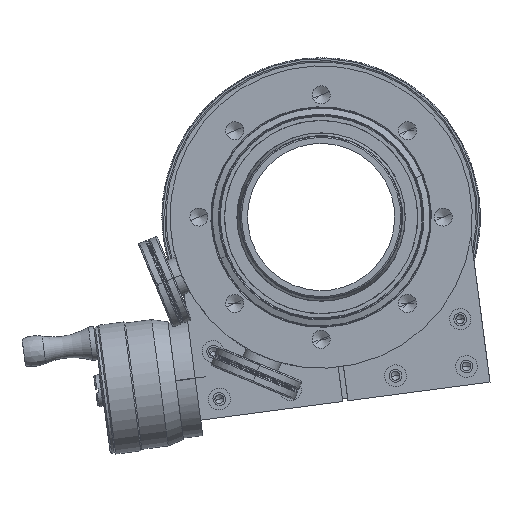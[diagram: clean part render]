
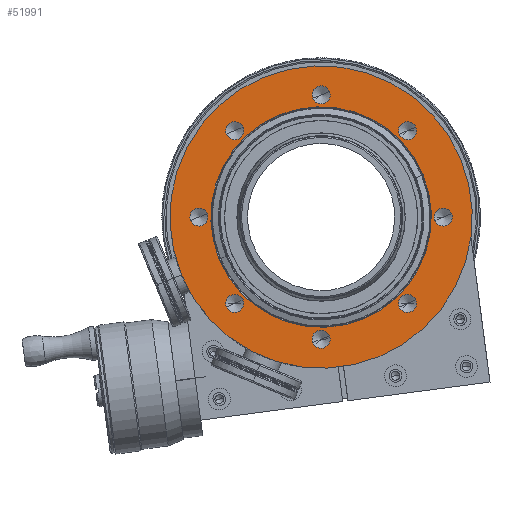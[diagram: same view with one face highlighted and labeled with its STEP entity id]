
A CAD part, left-side view. The second image highlights one B-rep face of the part: STEP entity #51991.
In plain terms, the highlighted planar face has unit normal (-1, 0, 0).
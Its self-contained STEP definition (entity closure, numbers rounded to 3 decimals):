
#47315=CARTESIAN_POINT('',(-129.945,0.,0.));
#47316=DIRECTION('',(1.,0.,0.));
#47317=DIRECTION('',(0.,0.924,-0.383));
#47318=AXIS2_PLACEMENT_3D('',#47315,#47316,#47317);
#47330=CARTESIAN_POINT('',(-129.945,0.,0.));
#47331=DIRECTION('',(1.,0.,0.));
#47332=DIRECTION('',(0.,0.924,-0.383));
#47333=AXIS2_PLACEMENT_3D('',#47330,#47331,#47332);
#47335=CARTESIAN_POINT('',(-129.945,0.,0.));
#47336=DIRECTION('',(1.,0.,0.));
#47337=DIRECTION('',(0.,-0.924,0.383));
#47338=AXIS2_PLACEMENT_3D('',#47335,#47336,#47337);
#47340=CARTESIAN_POINT('',(-129.945,46.05,0.));
#47341=DIRECTION('',(-1.,0.,0.));
#47342=DIRECTION('',(0.,0.924,-0.383));
#47343=AXIS2_PLACEMENT_3D('',#47340,#47341,#47342);
#47345=CARTESIAN_POINT('',(-129.945,46.05,0.));
#47346=DIRECTION('',(-1.,0.,0.));
#47347=DIRECTION('',(0.,-0.924,0.383));
#47348=AXIS2_PLACEMENT_3D('',#47345,#47346,#47347);
#47350=CARTESIAN_POINT('',(-129.945,32.562,32.562));
#47351=DIRECTION('',(-1.,0.,0.));
#47352=DIRECTION('',(0.,0.924,-0.383));
#47353=AXIS2_PLACEMENT_3D('',#47350,#47351,#47352);
#47355=CARTESIAN_POINT('',(-129.945,32.562,32.562));
#47356=DIRECTION('',(-1.,0.,0.));
#47357=DIRECTION('',(0.,-0.924,0.383));
#47358=AXIS2_PLACEMENT_3D('',#47355,#47356,#47357);
#47360=CARTESIAN_POINT('',(-129.945,0.,46.05));
#47361=DIRECTION('',(-1.,0.,0.));
#47362=DIRECTION('',(0.,0.924,-0.383));
#47363=AXIS2_PLACEMENT_3D('',#47360,#47361,#47362);
#47365=CARTESIAN_POINT('',(-129.945,0.,46.05));
#47366=DIRECTION('',(-1.,0.,0.));
#47367=DIRECTION('',(0.,-0.924,0.383));
#47368=AXIS2_PLACEMENT_3D('',#47365,#47366,#47367);
#47370=CARTESIAN_POINT('',(-129.945,-32.562,32.562));
#47371=DIRECTION('',(-1.,0.,0.));
#47372=DIRECTION('',(0.,0.924,-0.383));
#47373=AXIS2_PLACEMENT_3D('',#47370,#47371,#47372);
#47375=CARTESIAN_POINT('',(-129.945,-32.562,32.562));
#47376=DIRECTION('',(-1.,0.,0.));
#47377=DIRECTION('',(0.,-0.924,0.383));
#47378=AXIS2_PLACEMENT_3D('',#47375,#47376,#47377);
#47380=CARTESIAN_POINT('',(-129.945,-46.05,0.));
#47381=DIRECTION('',(-1.,0.,0.));
#47382=DIRECTION('',(0.,0.924,-0.383));
#47383=AXIS2_PLACEMENT_3D('',#47380,#47381,#47382);
#47385=CARTESIAN_POINT('',(-129.945,-46.05,0.));
#47386=DIRECTION('',(-1.,0.,0.));
#47387=DIRECTION('',(0.,-0.924,0.383));
#47388=AXIS2_PLACEMENT_3D('',#47385,#47386,#47387);
#47390=CARTESIAN_POINT('',(-129.945,-32.562,-32.562));
#47391=DIRECTION('',(-1.,0.,0.));
#47392=DIRECTION('',(0.,0.924,-0.383));
#47393=AXIS2_PLACEMENT_3D('',#47390,#47391,#47392);
#47395=CARTESIAN_POINT('',(-129.945,-32.562,-32.562));
#47396=DIRECTION('',(-1.,0.,0.));
#47397=DIRECTION('',(0.,-0.924,0.383));
#47398=AXIS2_PLACEMENT_3D('',#47395,#47396,#47397);
#47400=CARTESIAN_POINT('',(-129.945,0.,-46.05));
#47401=DIRECTION('',(-1.,0.,0.));
#47402=DIRECTION('',(0.,0.924,-0.383));
#47403=AXIS2_PLACEMENT_3D('',#47400,#47401,#47402);
#47405=CARTESIAN_POINT('',(-129.945,0.,-46.05));
#47406=DIRECTION('',(-1.,0.,0.));
#47407=DIRECTION('',(0.,-0.924,0.383));
#47408=AXIS2_PLACEMENT_3D('',#47405,#47406,#47407);
#47410=CARTESIAN_POINT('',(-129.945,32.562,-32.562));
#47411=DIRECTION('',(-1.,0.,0.));
#47412=DIRECTION('',(0.,0.924,-0.383));
#47413=AXIS2_PLACEMENT_3D('',#47410,#47411,#47412);
#47415=CARTESIAN_POINT('',(-129.945,32.562,-32.562));
#47416=DIRECTION('',(-1.,0.,0.));
#47417=DIRECTION('',(0.,-0.924,0.383));
#47418=AXIS2_PLACEMENT_3D('',#47415,#47416,#47417);
#47420=CARTESIAN_POINT('',(-129.945,0.,0.));
#47421=DIRECTION('',(-1.,0.,0.));
#47422=DIRECTION('',(0.,-0.924,0.383));
#47423=AXIS2_PLACEMENT_3D('',#47420,#47421,#47422);
#47425=CARTESIAN_POINT('',(-129.945,0.,0.));
#47426=DIRECTION('',(-1.,0.,0.));
#47427=DIRECTION('',(0.,0.924,-0.383));
#47428=AXIS2_PLACEMENT_3D('',#47425,#47426,#47427);
#50619=CARTESIAN_POINT('',(-129.945,0.,0.));
#50620=DIRECTION('',(1.,0.,0.));
#50621=DIRECTION('',(0.,-0.924,0.383));
#50622=AXIS2_PLACEMENT_3D('',#50619,#50620,#50621);
#50958=CARTESIAN_POINT('',(-129.945,52.661,-21.813));
#50959=VERTEX_POINT('',#50958);
#50960=CARTESIAN_POINT('',(-129.945,-52.661,21.813));
#50961=VERTEX_POINT('',#50960);
#51071=CARTESIAN_POINT('',(-129.945,49.191,-1.301));
#51072=CARTESIAN_POINT('',(-129.945,42.909,1.301));
#51073=VERTEX_POINT('',#51071);
#51074=VERTEX_POINT('',#51072);
#51075=CARTESIAN_POINT('',(-129.945,35.703,31.261));
#51076=CARTESIAN_POINT('',(-129.945,29.421,33.863));
#51077=VERTEX_POINT('',#51075);
#51078=VERTEX_POINT('',#51076);
#51079=CARTESIAN_POINT('',(-129.945,3.141,44.749));
#51080=CARTESIAN_POINT('',(-129.945,-3.141,47.351));
#51081=VERTEX_POINT('',#51079);
#51082=VERTEX_POINT('',#51080);
#51083=CARTESIAN_POINT('',(-129.945,-29.421,31.261));
#51084=CARTESIAN_POINT('',(-129.945,-35.703,33.863));
#51085=VERTEX_POINT('',#51083);
#51086=VERTEX_POINT('',#51084);
#51087=CARTESIAN_POINT('',(-129.945,-42.909,-1.301));
#51088=CARTESIAN_POINT('',(-129.945,-49.191,1.301));
#51089=VERTEX_POINT('',#51087);
#51090=VERTEX_POINT('',#51088);
#51091=CARTESIAN_POINT('',(-129.945,-29.421,-33.863));
#51092=CARTESIAN_POINT('',(-129.945,-35.703,-31.261));
#51093=VERTEX_POINT('',#51091);
#51094=VERTEX_POINT('',#51092);
#51095=CARTESIAN_POINT('',(-129.945,3.141,-47.351));
#51096=CARTESIAN_POINT('',(-129.945,-3.141,-44.749));
#51097=VERTEX_POINT('',#51095);
#51098=VERTEX_POINT('',#51096);
#51099=CARTESIAN_POINT('',(-129.945,35.703,-33.863));
#51100=CARTESIAN_POINT('',(-129.945,29.421,-31.261));
#51101=VERTEX_POINT('',#51099);
#51102=VERTEX_POINT('',#51100);
#51103=CARTESIAN_POINT('',(-129.945,-38.398,15.94));
#51104=CARTESIAN_POINT('',(-129.945,-38.41,15.91));
#51105=VERTEX_POINT('',#51103);
#51106=VERTEX_POINT('',#51104);
#51107=CARTESIAN_POINT('',(-129.945,38.41,-15.91));
#51108=VERTEX_POINT('',#51107);
#51109=CARTESIAN_POINT('',(-129.945,38.398,-15.94));
#51110=VERTEX_POINT('',#51109);
#51924=CARTESIAN_POINT('',(-129.945,0.,0.));
#51925=DIRECTION('',(1.,0.,0.));
#51926=DIRECTION('',(0.,-0.924,0.383));
#51927=AXIS2_PLACEMENT_3D('',#51924,#51925,#51926);
#51928=PLANE('',#51927);
#51930=ORIENTED_EDGE('',*,*,#51929,.T.);
#51932=ORIENTED_EDGE('',*,*,#51931,.T.);
#51933=EDGE_LOOP('',(#51930,#51932));
#51934=FACE_OUTER_BOUND('',#51933,.F.);
#51936=ORIENTED_EDGE('',*,*,#51935,.T.);
#51938=ORIENTED_EDGE('',*,*,#51937,.T.);
#51939=EDGE_LOOP('',(#51936,#51938));
#51940=FACE_BOUND('',#51939,.F.);
#51942=ORIENTED_EDGE('',*,*,#51941,.T.);
#51944=ORIENTED_EDGE('',*,*,#51943,.T.);
#51945=EDGE_LOOP('',(#51942,#51944));
#51946=FACE_BOUND('',#51945,.F.);
#51948=ORIENTED_EDGE('',*,*,#51947,.T.);
#51950=ORIENTED_EDGE('',*,*,#51949,.T.);
#51951=EDGE_LOOP('',(#51948,#51950));
#51952=FACE_BOUND('',#51951,.F.);
#51954=ORIENTED_EDGE('',*,*,#51953,.T.);
#51956=ORIENTED_EDGE('',*,*,#51955,.T.);
#51957=EDGE_LOOP('',(#51954,#51956));
#51958=FACE_BOUND('',#51957,.F.);
#51960=ORIENTED_EDGE('',*,*,#51959,.T.);
#51962=ORIENTED_EDGE('',*,*,#51961,.T.);
#51963=EDGE_LOOP('',(#51960,#51962));
#51964=FACE_BOUND('',#51963,.F.);
#51966=ORIENTED_EDGE('',*,*,#51965,.T.);
#51968=ORIENTED_EDGE('',*,*,#51967,.T.);
#51969=EDGE_LOOP('',(#51966,#51968));
#51970=FACE_BOUND('',#51969,.F.);
#51972=ORIENTED_EDGE('',*,*,#51971,.T.);
#51974=ORIENTED_EDGE('',*,*,#51973,.T.);
#51975=EDGE_LOOP('',(#51972,#51974));
#51976=FACE_BOUND('',#51975,.F.);
#51978=ORIENTED_EDGE('',*,*,#51977,.T.);
#51980=ORIENTED_EDGE('',*,*,#51979,.T.);
#51981=EDGE_LOOP('',(#51978,#51980));
#51982=FACE_BOUND('',#51981,.F.);
#51984=ORIENTED_EDGE('',*,*,#51983,.F.);
#51986=ORIENTED_EDGE('',*,*,#51985,.T.);
#51987=ORIENTED_EDGE('',*,*,#51913,.F.);
#51988=ORIENTED_EDGE('',*,*,#51911,.T.);
#51989=EDGE_LOOP('',(#51984,#51986,#51987,#51988));
#51990=FACE_BOUND('',#51989,.F.);
#47319=CIRCLE('',#47318,41.575);
#47334=CIRCLE('',#47333,57.);
#47339=CIRCLE('',#47338,57.);
#47344=CIRCLE('',#47343,3.4);
#47349=CIRCLE('',#47348,3.4);
#47354=CIRCLE('',#47353,3.4);
#47359=CIRCLE('',#47358,3.4);
#47364=CIRCLE('',#47363,3.4);
#47369=CIRCLE('',#47368,3.4);
#47374=CIRCLE('',#47373,3.4);
#47379=CIRCLE('',#47378,3.4);
#47384=CIRCLE('',#47383,3.4);
#47389=CIRCLE('',#47388,3.4);
#47394=CIRCLE('',#47393,3.4);
#47399=CIRCLE('',#47398,3.4);
#47404=CIRCLE('',#47403,3.4);
#47409=CIRCLE('',#47408,3.4);
#47414=CIRCLE('',#47413,3.4);
#47419=CIRCLE('',#47418,3.4);
#47424=CIRCLE('',#47423,41.575);
#47429=CIRCLE('',#47428,41.575);
#50623=CIRCLE('',#50622,41.575);
#51911=EDGE_CURVE('',#51110,#51106,#47429,.T.);
#51913=EDGE_CURVE('',#51110,#51108,#47319,.T.);
#51929=EDGE_CURVE('',#50959,#50961,#47334,.T.);
#51931=EDGE_CURVE('',#50961,#50959,#47339,.T.);
#51935=EDGE_CURVE('',#51073,#51074,#47344,.T.);
#51937=EDGE_CURVE('',#51074,#51073,#47349,.T.);
#51941=EDGE_CURVE('',#51077,#51078,#47354,.T.);
#51943=EDGE_CURVE('',#51078,#51077,#47359,.T.);
#51947=EDGE_CURVE('',#51081,#51082,#47364,.T.);
#51949=EDGE_CURVE('',#51082,#51081,#47369,.T.);
#51953=EDGE_CURVE('',#51085,#51086,#47374,.T.);
#51955=EDGE_CURVE('',#51086,#51085,#47379,.T.);
#51959=EDGE_CURVE('',#51089,#51090,#47384,.T.);
#51961=EDGE_CURVE('',#51090,#51089,#47389,.T.);
#51965=EDGE_CURVE('',#51093,#51094,#47394,.T.);
#51967=EDGE_CURVE('',#51094,#51093,#47399,.T.);
#51971=EDGE_CURVE('',#51097,#51098,#47404,.T.);
#51973=EDGE_CURVE('',#51098,#51097,#47409,.T.);
#51977=EDGE_CURVE('',#51101,#51102,#47414,.T.);
#51979=EDGE_CURVE('',#51102,#51101,#47419,.T.);
#51983=EDGE_CURVE('',#51105,#51106,#50623,.T.);
#51985=EDGE_CURVE('',#51105,#51108,#47424,.T.);
#51991=ADVANCED_FACE('',(#51934,#51940,#51946,#51952,#51958,#51964,#51970,
#51976,#51982,#51990),#51928,.F.);
